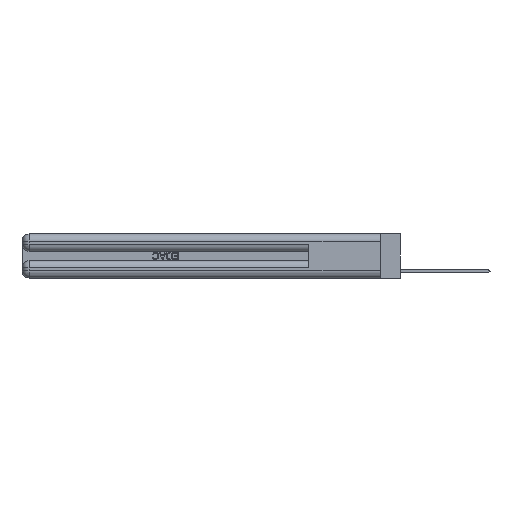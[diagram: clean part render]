
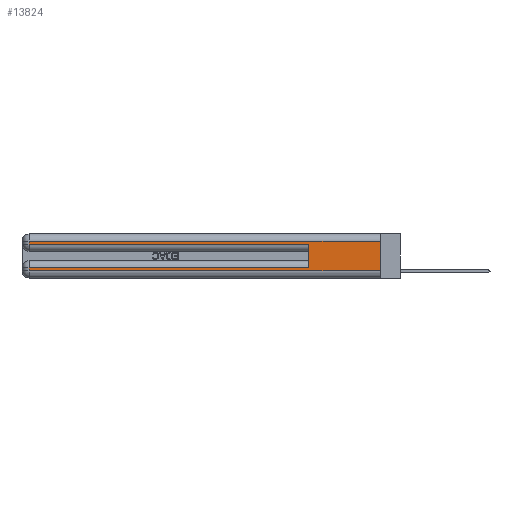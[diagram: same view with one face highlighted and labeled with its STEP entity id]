
A CAD part, left-side view. The second image highlights one B-rep face of the part: STEP entity #13824.
In plain terms, the highlighted planar face has unit normal (-1, 0, 0).
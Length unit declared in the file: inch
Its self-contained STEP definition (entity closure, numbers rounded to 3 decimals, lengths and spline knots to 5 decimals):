
#398 = CARTESIAN_POINT ( 'NONE',  ( 0., 0., 0.06 ) ) ;
#526 = CARTESIAN_POINT ( 'NONE',  ( 0., 2.94, 0.31 ) ) ;
#922 = CARTESIAN_POINT ( 'NONE',  ( 0., 0., 0.06 ) ) ;
#1165 = VECTOR ( 'NONE', #19455, 39.37008 ) ;
#1370 = CARTESIAN_POINT ( 'NONE',  ( 0., 0., 0.085 ) ) ;
#1699 = CARTESIAN_POINT ( 'NONE',  ( 0., 2.94, 0.085 ) ) ;
#2095 = VERTEX_POINT ( 'NONE', #16033 ) ;
#2287 = VECTOR ( 'NONE', #3876, 39.37008 ) ;
#3145 = EDGE_CURVE ( 'NONE', #24234, #20933, #26274, .T. ) ;
#3497 = CARTESIAN_POINT ( 'NONE',  ( 0., 0., 0.31 ) ) ;
#3876 = DIRECTION ( 'NONE',  ( 0., 1., 0. ) ) ;
#4061 = ORIENTED_EDGE ( 'NONE', *, *, #15340, .T. ) ;
#4194 = DIRECTION ( 'NONE',  ( 0., 1., 0. ) ) ;
#5362 = VECTOR ( 'NONE', #23743, 39.37008 ) ;
#6664 = CARTESIAN_POINT ( 'NONE',  ( 0., 2.94, 0.06 ) ) ;
#8550 = ORIENTED_EDGE ( 'NONE', *, *, #3145, .F. ) ;
#8955 = ORIENTED_EDGE ( 'NONE', *, *, #12879, .T. ) ;
#9337 = EDGE_CURVE ( 'NONE', #24234, #31020, #29347, .T. ) ;
#9383 = CARTESIAN_POINT ( 'NONE',  ( 0., 0., 0.31 ) ) ;
#10396 = VERTEX_POINT ( 'NONE', #526 ) ;
#10887 = PLANE ( 'NONE',  #26158 ) ;
#11871 = EDGE_CURVE ( 'NONE', #10396, #2095, #25082, .T. ) ;
#12085 = VECTOR ( 'NONE', #19906, 39.37008 ) ;
#12330 = CARTESIAN_POINT ( 'NONE',  ( 0., 0., 0.285 ) ) ;
#12879 = EDGE_CURVE ( 'NONE', #21001, #33606, #21734, .T. ) ;
#13181 = DIRECTION ( 'NONE',  ( 0., 0., -1. ) ) ;
#13689 = CARTESIAN_POINT ( 'NONE',  ( 0., 0., 0.37 ) ) ;
#13824 = ADVANCED_FACE ( 'NONE', ( #25760 ), #10887, .F. ) ;
#14394 = VECTOR ( 'NONE', #28713, 39.37008 ) ;
#15340 = EDGE_CURVE ( 'NONE', #15887, #10396, #29713, .T. ) ;
#15415 = EDGE_CURVE ( 'NONE', #2095, #20933, #33772, .T. ) ;
#15794 = CARTESIAN_POINT ( 'NONE',  ( 0., 0.6, 0.145 ) ) ;
#15887 = VERTEX_POINT ( 'NONE', #3497 ) ;
#16033 = CARTESIAN_POINT ( 'NONE',  ( 0., 2.94, 0.285 ) ) ;
#16254 = EDGE_CURVE ( 'NONE', #31020, #21001, #19392, .T. ) ;
#18563 = VECTOR ( 'NONE', #13181, 39.37008 ) ;
#19392 = LINE ( 'NONE', #31493, #18563 ) ;
#19455 = DIRECTION ( 'NONE',  ( 0., 0., -1. ) ) ;
#19469 = VECTOR ( 'NONE', #4194, 39.37008 ) ;
#19683 = VECTOR ( 'NONE', #26709, 39.37008 ) ;
#19829 = EDGE_LOOP ( 'NONE', ( #27514, #4061, #20476, #30237, #8550, #33332, #27541, #8955 ) ) ;
#19906 = DIRECTION ( 'NONE',  ( 0., -1., 0. ) ) ;
#20435 = CARTESIAN_POINT ( 'NONE',  ( 0., 0.6, 0.085 ) ) ;
#20476 = ORIENTED_EDGE ( 'NONE', *, *, #11871, .T. ) ;
#20933 = VERTEX_POINT ( 'NONE', #22369 ) ;
#21001 = VERTEX_POINT ( 'NONE', #6664 ) ;
#21734 = LINE ( 'NONE', #398, #19683 ) ;
#22369 = CARTESIAN_POINT ( 'NONE',  ( 0., 0.6, 0.285 ) ) ;
#23743 = DIRECTION ( 'NONE',  ( 0., 0., 1. ) ) ;
#24234 = VERTEX_POINT ( 'NONE', #20435 ) ;
#24571 = EDGE_CURVE ( 'NONE', #15887, #33606, #32608, .T. ) ;
#25082 = LINE ( 'NONE', #29033, #14394 ) ;
#25760 = FACE_OUTER_BOUND ( 'NONE', #19829, .T. ) ;
#26158 = AXIS2_PLACEMENT_3D ( 'NONE', #13689, #26469, #28964 ) ;
#26274 = LINE ( 'NONE', #15794, #5362 ) ;
#26469 = DIRECTION ( 'NONE',  ( 1., 0., 0. ) ) ;
#26709 = DIRECTION ( 'NONE',  ( 0., -1., 0. ) ) ;
#27514 = ORIENTED_EDGE ( 'NONE', *, *, #24571, .F. ) ;
#27541 = ORIENTED_EDGE ( 'NONE', *, *, #16254, .T. ) ;
#28713 = DIRECTION ( 'NONE',  ( 0., 0., -1. ) ) ;
#28964 = DIRECTION ( 'NONE',  ( 0., 0., -1. ) ) ;
#29033 = CARTESIAN_POINT ( 'NONE',  ( 0., 2.94, 0.37 ) ) ;
#29347 = LINE ( 'NONE', #1370, #19469 ) ;
#29713 = LINE ( 'NONE', #9383, #2287 ) ;
#29874 = CARTESIAN_POINT ( 'NONE',  ( 0., 0., 0.37 ) ) ;
#30237 = ORIENTED_EDGE ( 'NONE', *, *, #15415, .T. ) ;
#31020 = VERTEX_POINT ( 'NONE', #1699 ) ;
#31493 = CARTESIAN_POINT ( 'NONE',  ( 0., 2.94, 0.37 ) ) ;
#32608 = LINE ( 'NONE', #29874, #1165 ) ;
#33332 = ORIENTED_EDGE ( 'NONE', *, *, #9337, .T. ) ;
#33606 = VERTEX_POINT ( 'NONE', #922 ) ;
#33772 = LINE ( 'NONE', #12330, #12085 ) ;
